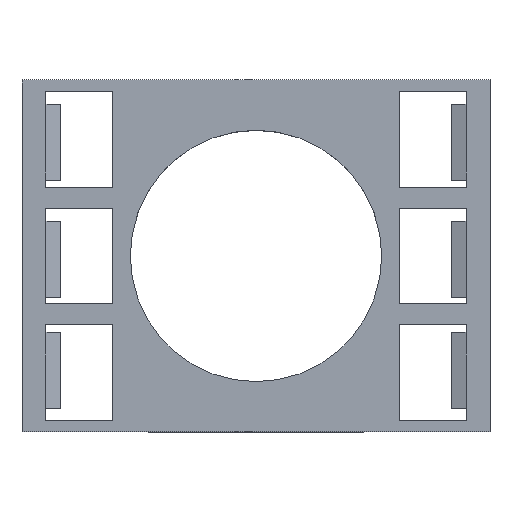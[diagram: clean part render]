
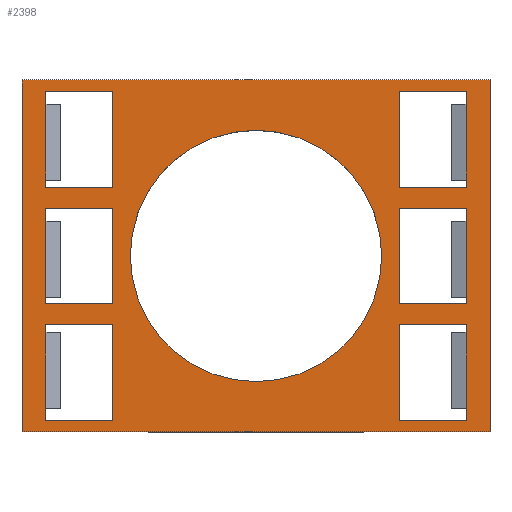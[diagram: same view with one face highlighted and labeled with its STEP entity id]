
A CAD part, top view. The second image highlights one B-rep face of the part: STEP entity #2398.
In plain terms, the highlighted planar face has unit normal (0, 0, 1).
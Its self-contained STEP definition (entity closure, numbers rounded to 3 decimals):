
#15=FACE_BOUND($,#258,.T.);
#16=FACE_BOUND($,#259,.T.);
#17=FACE_BOUND($,#260,.T.);
#18=FACE_BOUND($,#261,.T.);
#19=FACE_BOUND($,#262,.T.);
#20=FACE_BOUND($,#263,.T.);
#21=FACE_BOUND($,#264,.T.);
#22=FACE_BOUND($,#265,.T.);
#258=EDGE_LOOP($,(#2161,#2162,#2163,#2164));
#259=EDGE_LOOP($,(#2165,#2166,#2167,#2168));
#260=EDGE_LOOP($,(#2169,#2170,#2171,#2172));
#261=EDGE_LOOP($,(#2173,#2174,#2175,#2176));
#262=EDGE_LOOP($,(#2177,#2178,#2179,#2180));
#263=EDGE_LOOP($,(#2181,#2182,#2183,#2184));
#264=EDGE_LOOP($,(#2185));
#265=EDGE_LOOP($,(#2186,#2187,#2188,#2189));
#361=LINE($,#3382,#679);
#378=LINE($,#3415,#696);
#383=LINE($,#3425,#701);
#386=LINE($,#3431,#704);
#422=LINE($,#3499,#740);
#426=LINE($,#3507,#744);
#545=LINE($,#3739,#863);
#547=LINE($,#3743,#865);
#549=LINE($,#3746,#867);
#550=LINE($,#3750,#868);
#553=LINE($,#3755,#871);
#555=LINE($,#3759,#873);
#557=LINE($,#3764,#875);
#561=LINE($,#3770,#879);
#562=LINE($,#3773,#880);
#564=LINE($,#3776,#882);
#565=LINE($,#3780,#883);
#568=LINE($,#3784,#886);
#569=LINE($,#3786,#887);
#570=LINE($,#3789,#888);
#572=LINE($,#3793,#890);
#574=LINE($,#3796,#892);
#575=LINE($,#3798,#893);
#576=LINE($,#3801,#894);
#578=LINE($,#3805,#896);
#580=LINE($,#3808,#898);
#582=LINE($,#3815,#900);
#583=LINE($,#3817,#901);
#679=VECTOR($,#2712,29.4);
#696=VECTOR($,#2755,8.);
#701=VECTOR($,#2762,8.);
#704=VECTOR($,#2767,39.1);
#740=VECTOR($,#2841,8.);
#744=VECTOR($,#2847,8.);
#863=VECTOR($,#3046,5.6);
#865=VECTOR($,#3050,5.6);
#867=VECTOR($,#3054,8.);
#868=VECTOR($,#3057,5.6);
#871=VECTOR($,#3062,8.);
#873=VECTOR($,#3066,5.6);
#875=VECTOR($,#3070,5.6);
#879=VECTOR($,#3076,8.);
#880=VECTOR($,#3079,5.6);
#882=VECTOR($,#3083,8.);
#883=VECTOR($,#3086,8.);
#886=VECTOR($,#3091,5.6);
#887=VECTOR($,#3094,5.6);
#888=VECTOR($,#3097,5.6);
#890=VECTOR($,#3101,8.);
#892=VECTOR($,#3105,5.6);
#893=VECTOR($,#3108,8.);
#894=VECTOR($,#3111,5.6);
#896=VECTOR($,#3115,5.6);
#898=VECTOR($,#3119,8.);
#900=VECTOR($,#3127,39.1);
#901=VECTOR($,#3130,29.4);
#927=CIRCLE($,#2535,10.5);
#1041=VERTEX_POINT($,#3379);
#1042=VERTEX_POINT($,#3381);
#1044=VERTEX_POINT($,#3412);
#1045=VERTEX_POINT($,#3414);
#1048=VERTEX_POINT($,#3422);
#1049=VERTEX_POINT($,#3424);
#1051=VERTEX_POINT($,#3430);
#1063=VERTEX_POINT($,#3496);
#1064=VERTEX_POINT($,#3498);
#1066=VERTEX_POINT($,#3504);
#1067=VERTEX_POINT($,#3506);
#1140=VERTEX_POINT($,#3738);
#1141=VERTEX_POINT($,#3742);
#1142=VERTEX_POINT($,#3748);
#1143=VERTEX_POINT($,#3749);
#1144=VERTEX_POINT($,#3754);
#1145=VERTEX_POINT($,#3758);
#1146=VERTEX_POINT($,#3762);
#1147=VERTEX_POINT($,#3763);
#1148=VERTEX_POINT($,#3768);
#1149=VERTEX_POINT($,#3772);
#1150=VERTEX_POINT($,#3778);
#1151=VERTEX_POINT($,#3779);
#1152=VERTEX_POINT($,#3788);
#1153=VERTEX_POINT($,#3792);
#1154=VERTEX_POINT($,#3800);
#1155=VERTEX_POINT($,#3804);
#1156=VERTEX_POINT($,#3810);
#1157=VERTEX_POINT($,#3813);
#1277=EDGE_CURVE($,#1041,#1042,#361,.T.);
#1294=EDGE_CURVE($,#1045,#1044,#378,.T.);
#1299=EDGE_CURVE($,#1049,#1048,#383,.T.);
#1302=EDGE_CURVE($,#1042,#1051,#386,.T.);
#1338=EDGE_CURVE($,#1064,#1063,#422,.T.);
#1342=EDGE_CURVE($,#1067,#1066,#426,.T.);
#1462=EDGE_CURVE($,#1140,#1049,#545,.T.);
#1464=EDGE_CURVE($,#1048,#1141,#547,.T.);
#1466=EDGE_CURVE($,#1141,#1140,#549,.T.);
#1467=EDGE_CURVE($,#1142,#1143,#550,.T.);
#1470=EDGE_CURVE($,#1143,#1144,#553,.T.);
#1472=EDGE_CURVE($,#1144,#1145,#555,.T.);
#1474=EDGE_CURVE($,#1146,#1147,#557,.T.);
#1478=EDGE_CURVE($,#1147,#1148,#561,.T.);
#1479=EDGE_CURVE($,#1148,#1149,#562,.T.);
#1481=EDGE_CURVE($,#1149,#1146,#564,.T.);
#1482=EDGE_CURVE($,#1150,#1151,#565,.T.);
#1485=EDGE_CURVE($,#1151,#1064,#568,.T.);
#1486=EDGE_CURVE($,#1063,#1150,#569,.T.);
#1487=EDGE_CURVE($,#1066,#1152,#570,.T.);
#1489=EDGE_CURVE($,#1152,#1153,#572,.T.);
#1491=EDGE_CURVE($,#1153,#1067,#574,.T.);
#1492=EDGE_CURVE($,#1145,#1142,#575,.T.);
#1493=EDGE_CURVE($,#1154,#1045,#576,.T.);
#1495=EDGE_CURVE($,#1044,#1155,#578,.T.);
#1497=EDGE_CURVE($,#1155,#1154,#580,.T.);
#1498=EDGE_CURVE($,#1156,#1156,#927,.T.);
#1500=EDGE_CURVE($,#1157,#1041,#582,.T.);
#1501=EDGE_CURVE($,#1051,#1157,#583,.T.);
#2161=ORIENTED_EDGE($,*,*,#1462,.T.);
#2162=ORIENTED_EDGE($,*,*,#1299,.T.);
#2163=ORIENTED_EDGE($,*,*,#1464,.T.);
#2164=ORIENTED_EDGE($,*,*,#1466,.T.);
#2165=ORIENTED_EDGE($,*,*,#1467,.T.);
#2166=ORIENTED_EDGE($,*,*,#1470,.T.);
#2167=ORIENTED_EDGE($,*,*,#1472,.T.);
#2168=ORIENTED_EDGE($,*,*,#1492,.T.);
#2169=ORIENTED_EDGE($,*,*,#1474,.T.);
#2170=ORIENTED_EDGE($,*,*,#1478,.T.);
#2171=ORIENTED_EDGE($,*,*,#1479,.T.);
#2172=ORIENTED_EDGE($,*,*,#1481,.T.);
#2173=ORIENTED_EDGE($,*,*,#1482,.T.);
#2174=ORIENTED_EDGE($,*,*,#1485,.T.);
#2175=ORIENTED_EDGE($,*,*,#1338,.T.);
#2176=ORIENTED_EDGE($,*,*,#1486,.T.);
#2177=ORIENTED_EDGE($,*,*,#1487,.T.);
#2178=ORIENTED_EDGE($,*,*,#1489,.T.);
#2179=ORIENTED_EDGE($,*,*,#1491,.T.);
#2180=ORIENTED_EDGE($,*,*,#1342,.T.);
#2181=ORIENTED_EDGE($,*,*,#1493,.T.);
#2182=ORIENTED_EDGE($,*,*,#1294,.T.);
#2183=ORIENTED_EDGE($,*,*,#1495,.T.);
#2184=ORIENTED_EDGE($,*,*,#1497,.T.);
#2185=ORIENTED_EDGE($,*,*,#1498,.T.);
#2186=ORIENTED_EDGE($,*,*,#1500,.F.);
#2187=ORIENTED_EDGE($,*,*,#1501,.F.);
#2188=ORIENTED_EDGE($,*,*,#1302,.F.);
#2189=ORIENTED_EDGE($,*,*,#1277,.F.);
#2287=PLANE($,#2538);
#2398=ADVANCED_FACE($,(#15,#16,#17,#18,#19,#20,#21,#22),#2287,.T.);
#2535=AXIS2_PLACEMENT_3D($,#3811,#3122,#3123);
#2538=AXIS2_PLACEMENT_3D($,#3818,#3131,#3132);
#2712=DIRECTION($,(0.,-1.,0.));
#2755=DIRECTION($,(0.,-1.,0.));
#2762=DIRECTION($,(0.,-1.,0.));
#2767=DIRECTION($,(-1.,0.,0.));
#2841=DIRECTION($,(0.,1.,0.));
#2847=DIRECTION($,(0.,1.,0.));
#3046=DIRECTION($,(1.,0.,0.));
#3050=DIRECTION($,(-1.,0.,0.));
#3054=DIRECTION($,(0.,1.,0.));
#3057=DIRECTION($,(1.,0.,0.));
#3062=DIRECTION($,(0.,-1.,0.));
#3066=DIRECTION($,(-1.,0.,0.));
#3070=DIRECTION($,(1.,0.,0.));
#3076=DIRECTION($,(0.,-1.,0.));
#3079=DIRECTION($,(-1.,0.,0.));
#3083=DIRECTION($,(0.,1.,0.));
#3086=DIRECTION($,(0.,-1.,0.));
#3091=DIRECTION($,(-1.,0.,0.));
#3094=DIRECTION($,(1.,0.,0.));
#3097=DIRECTION($,(1.,0.,0.));
#3101=DIRECTION($,(0.,-1.,0.));
#3105=DIRECTION($,(-1.,0.,0.));
#3108=DIRECTION($,(0.,1.,0.));
#3111=DIRECTION($,(1.,0.,0.));
#3115=DIRECTION($,(-1.,0.,0.));
#3119=DIRECTION($,(0.,1.,0.));
#3122=DIRECTION('center_axis',(0.,0.,-1.));
#3123=DIRECTION('ref_axis',(-1.,0.,0.));
#3127=DIRECTION($,(1.,0.,0.));
#3130=DIRECTION($,(0.,1.,0.));
#3131=DIRECTION('center_axis',(0.,0.,1.));
#3132=DIRECTION('ref_axis',(1.,0.,0.));
#3379=CARTESIAN_POINT('',(19.55,14.7,2.5));
#3381=CARTESIAN_POINT('',(19.55,-14.7,2.5));
#3382=CARTESIAN_POINT($,(19.55,14.7,2.5));
#3412=CARTESIAN_POINT('',(17.55,-4.,2.5));
#3414=CARTESIAN_POINT('',(17.55,4.,2.5));
#3415=CARTESIAN_POINT($,(17.55,2.,2.5));
#3422=CARTESIAN_POINT('',(17.55,5.75,2.5));
#3424=CARTESIAN_POINT('',(17.55,13.75,2.5));
#3425=CARTESIAN_POINT($,(17.55,6.875,2.5));
#3430=CARTESIAN_POINT('',(-19.55,-14.7,2.5));
#3431=CARTESIAN_POINT($,(19.55,-14.7,2.5));
#3496=CARTESIAN_POINT('',(-17.55,-5.75,2.5));
#3498=CARTESIAN_POINT('',(-17.55,-13.75,2.5));
#3499=CARTESIAN_POINT($,(-17.55,-6.875,2.5));
#3504=CARTESIAN_POINT('',(-17.55,4.,2.5));
#3506=CARTESIAN_POINT('',(-17.55,-4.,2.5));
#3507=CARTESIAN_POINT($,(-17.55,-2.,2.5));
#3738=CARTESIAN_POINT('',(11.95,13.75,2.5));
#3739=CARTESIAN_POINT($,(5.975,13.75,2.5));
#3742=CARTESIAN_POINT('',(11.95,5.75,2.5));
#3743=CARTESIAN_POINT($,(8.775,5.75,2.5));
#3746=CARTESIAN_POINT($,(11.95,2.875,2.5));
#3748=CARTESIAN_POINT('',(-17.55,13.75,2.5));
#3749=CARTESIAN_POINT('',(-11.95,13.75,2.5));
#3750=CARTESIAN_POINT($,(-8.775,13.75,2.5));
#3754=CARTESIAN_POINT('',(-11.95,5.75,2.5));
#3755=CARTESIAN_POINT($,(-11.95,6.875,2.5));
#3758=CARTESIAN_POINT('',(-17.55,5.75,2.5));
#3759=CARTESIAN_POINT($,(-5.975,5.75,2.5));
#3762=CARTESIAN_POINT('',(11.95,-5.75,2.5));
#3763=CARTESIAN_POINT('',(17.55,-5.75,2.5));
#3764=CARTESIAN_POINT($,(5.975,-5.75,2.5));
#3768=CARTESIAN_POINT('',(17.55,-13.75,2.5));
#3770=CARTESIAN_POINT($,(17.55,-2.875,2.5));
#3772=CARTESIAN_POINT('',(11.95,-13.75,2.5));
#3773=CARTESIAN_POINT($,(8.775,-13.75,2.5));
#3776=CARTESIAN_POINT($,(11.95,-6.875,2.5));
#3778=CARTESIAN_POINT('',(-11.95,-5.75,2.5));
#3779=CARTESIAN_POINT('',(-11.95,-13.75,2.5));
#3780=CARTESIAN_POINT($,(-11.95,-2.875,2.5));
#3784=CARTESIAN_POINT($,(-5.975,-13.75,2.5));
#3786=CARTESIAN_POINT($,(-8.775,-5.75,2.5));
#3788=CARTESIAN_POINT('',(-11.95,4.,2.5));
#3789=CARTESIAN_POINT($,(-8.775,4.,2.5));
#3792=CARTESIAN_POINT('',(-11.95,-4.,2.5));
#3793=CARTESIAN_POINT($,(-11.95,2.,2.5));
#3796=CARTESIAN_POINT($,(-5.975,-4.,2.5));
#3798=CARTESIAN_POINT($,(-17.55,2.875,2.5));
#3800=CARTESIAN_POINT('',(11.95,4.,2.5));
#3801=CARTESIAN_POINT($,(5.975,4.,2.5));
#3804=CARTESIAN_POINT('',(11.95,-4.,2.5));
#3805=CARTESIAN_POINT($,(8.775,-4.,2.5));
#3808=CARTESIAN_POINT($,(11.95,-2.,2.5));
#3810=CARTESIAN_POINT('',(10.5,0.,2.5));
#3811=CARTESIAN_POINT('Origin',(0.,0.,2.5));
#3813=CARTESIAN_POINT('',(-19.55,14.7,2.5));
#3815=CARTESIAN_POINT($,(-19.55,14.7,2.5));
#3817=CARTESIAN_POINT($,(-19.55,-14.7,2.5));
#3818=CARTESIAN_POINT('Origin',(0.,0.,2.5));
